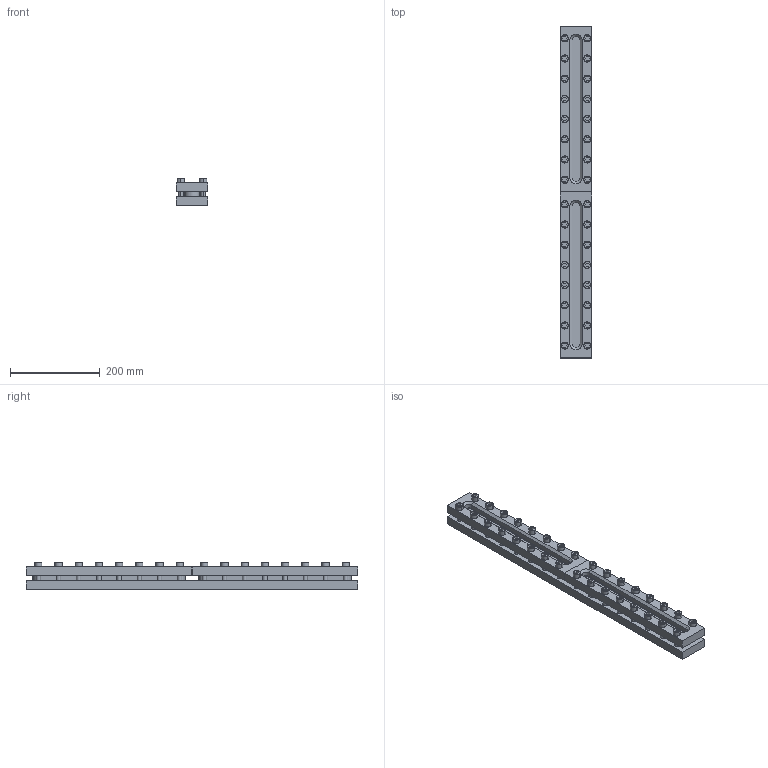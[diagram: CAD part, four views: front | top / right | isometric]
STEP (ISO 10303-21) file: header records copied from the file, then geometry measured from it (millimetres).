
FILE_DESCRIPTION (( 'STEP AP214' ), '1' );
FILE_NAME ('BS03_08_Behälter-Schauglas.STEP', '2020-09-15T08:03:16', ( '' ), ( '' ), 'SwSTEP 2.0', 'SolidWorks 2020', '' );
FILE_SCHEMA (( 'AUTOMOTIVE_DESIGN' ));
Length unit declared in the file: millimetre
Products named in the file (6): BS03_08_Behälter-Schauglas; BS03-04-05_Dichtung; BS03-01-08_Grundflansch; DIN 912 M10x40; BS03-03-05_Glasplatte; BS03-02-05_Deckelflansch
Assembly tree (41 placements, depth 2):
  BS03_08_Behälter-Schauglas
    BS03-01-08_Grundflansch
    BS03-04-05_Dichtung  x4
    BS03-03-05_Glasplatte  x2
    BS03-02-05_Deckelflansch  x2
    DIN 912 M10x40  x32
Bounding box: 70 x 740 x 61 mm (x, y, z)
Volume: 1942786.9 mm3; surface area: 509021.6 mm2
Topology: 41 solids, 41 shells, 1042 faces, 2342 edges, 1420 vertices
Faces by surface type: plane 410, cylinder 316, cone 180, torus 136
Entity records: 9981 total; most frequent: DIRECTION 1677, CARTESIAN_POINT 1624, ORIENTED_EDGE 1382, EDGE_CURVE 691, AXIS2_PLACEMENT_3D 665, VERTEX_POINT 428, EDGE_LOOP 389, LINE 347
